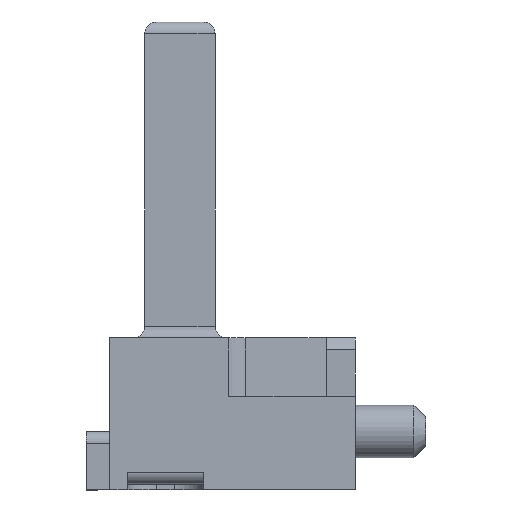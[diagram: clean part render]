
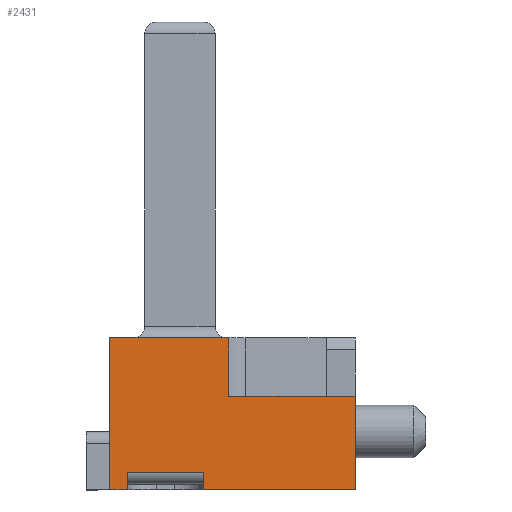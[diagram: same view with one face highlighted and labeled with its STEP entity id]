
A CAD part, left-side view. The second image highlights one B-rep face of the part: STEP entity #2431.
In plain terms, the highlighted planar face has unit normal (-1, 0, 0).
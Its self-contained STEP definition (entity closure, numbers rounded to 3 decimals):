
#82 = VECTOR ( 'NONE', #3539, 1000. ) ;
#141 = DIRECTION ( 'NONE',  ( 0., 0., 1. ) ) ;
#174 = ORIENTED_EDGE ( 'NONE', *, *, #3899, .F. ) ;
#221 = PLANE ( 'NONE',  #2639 ) ;
#256 = EDGE_CURVE ( 'NONE', #660, #3599, #2176, .T. ) ;
#300 = EDGE_CURVE ( 'NONE', #812, #706, #581, .T. ) ;
#315 = FACE_OUTER_BOUND ( 'NONE', #773, .T. ) ;
#316 = VECTOR ( 'NONE', #141, 1000. ) ;
#384 = VECTOR ( 'NONE', #1179, 1000. ) ;
#420 = EDGE_CURVE ( 'NONE', #1511, #531, #905, .T. ) ;
#436 = CARTESIAN_POINT ( 'NONE',  ( -3.45, 1.3, -4.65 ) ) ;
#458 = LINE ( 'NONE', #1663, #1164 ) ;
#493 = DIRECTION ( 'NONE',  ( 0., -1., 0. ) ) ;
#506 = CARTESIAN_POINT ( 'NONE',  ( -3.45, 1.083, -3.5 ) ) ;
#531 = VERTEX_POINT ( 'NONE', #747 ) ;
#539 = CARTESIAN_POINT ( 'NONE',  ( -3.45, 2.1, -3.5 ) ) ;
#545 = VERTEX_POINT ( 'NONE', #2855 ) ;
#578 = EDGE_CURVE ( 'NONE', #1228, #531, #2556, .T. ) ;
#581 = LINE ( 'NONE', #3017, #1099 ) ;
#597 = LINE ( 'NONE', #3228, #82 ) ;
#660 = VERTEX_POINT ( 'NONE', #697 ) ;
#697 = CARTESIAN_POINT ( 'NONE',  ( -3.45, 2.1, -3.5 ) ) ;
#706 = VERTEX_POINT ( 'NONE', #436 ) ;
#747 = CARTESIAN_POINT ( 'NONE',  ( -3.45, 0., -4. ) ) ;
#773 = EDGE_LOOP ( 'NONE', ( #3140, #2173, #1895, #3784, #3210, #3565, #1517, #3639, #174, #2132 ) ) ;
#812 = VERTEX_POINT ( 'NONE', #2868 ) ;
#858 = CARTESIAN_POINT ( 'NONE',  ( -3.45, 2.1, -4.8 ) ) ;
#905 = LINE ( 'NONE', #2509, #994 ) ;
#994 = VECTOR ( 'NONE', #1551, 1000. ) ;
#1099 = VECTOR ( 'NONE', #3318, 1000. ) ;
#1114 = DIRECTION ( 'NONE',  ( 0., 0., -1. ) ) ;
#1164 = VECTOR ( 'NONE', #3173, 1000. ) ;
#1179 = DIRECTION ( 'NONE',  ( 0., -1., 0. ) ) ;
#1228 = VERTEX_POINT ( 'NONE', #2227 ) ;
#1327 = CARTESIAN_POINT ( 'NONE',  ( -3.45, 1.083, -4.8 ) ) ;
#1425 = DIRECTION ( 'NONE',  ( 1., 0., 0. ) ) ;
#1436 = CARTESIAN_POINT ( 'NONE',  ( -3.45, 2.1, -4.8 ) ) ;
#1511 = VERTEX_POINT ( 'NONE', #2387 ) ;
#1517 = ORIENTED_EDGE ( 'NONE', *, *, #2885, .T. ) ;
#1537 = LINE ( 'NONE', #1327, #316 ) ;
#1551 = DIRECTION ( 'NONE',  ( 0., -1., 0. ) ) ;
#1621 = DIRECTION ( 'NONE',  ( 0., 0., -1. ) ) ;
#1663 = CARTESIAN_POINT ( 'NONE',  ( -3.45, 2.1, -4.8 ) ) ;
#1895 = ORIENTED_EDGE ( 'NONE', *, *, #3626, .T. ) ;
#2132 = ORIENTED_EDGE ( 'NONE', *, *, #2352, .T. ) ;
#2147 = VECTOR ( 'NONE', #3901, 1000. ) ;
#2173 = ORIENTED_EDGE ( 'NONE', *, *, #300, .T. ) ;
#2176 = LINE ( 'NONE', #539, #384 ) ;
#2227 = CARTESIAN_POINT ( 'NONE',  ( -3.45, 0., -4.8 ) ) ;
#2352 = EDGE_CURVE ( 'NONE', #3174, #545, #2727, .T. ) ;
#2387 = CARTESIAN_POINT ( 'NONE',  ( -3.45, 1.083, -4. ) ) ;
#2431 = ADVANCED_FACE ( 'NONE', ( #315 ), #221, .F. ) ;
#2509 = CARTESIAN_POINT ( 'NONE',  ( -3.45, 1., -4. ) ) ;
#2556 = LINE ( 'NONE', #3759, #3263 ) ;
#2629 = LINE ( 'NONE', #858, #2147 ) ;
#2639 = AXIS2_PLACEMENT_3D ( 'NONE', #1436, #1425, #1114 ) ;
#2727 = LINE ( 'NONE', #2882, #3431 ) ;
#2745 = VERTEX_POINT ( 'NONE', #3678 ) ;
#2855 = CARTESIAN_POINT ( 'NONE',  ( -3.45, 1.95, -4.8 ) ) ;
#2868 = CARTESIAN_POINT ( 'NONE',  ( -3.45, 1.95, -4.65 ) ) ;
#2872 = DIRECTION ( 'NONE',  ( 0., 0., 1. ) ) ;
#2882 = CARTESIAN_POINT ( 'NONE',  ( -3.45, 2.1, -4.8 ) ) ;
#2885 = EDGE_CURVE ( 'NONE', #1511, #3599, #1537, .T. ) ;
#3017 = CARTESIAN_POINT ( 'NONE',  ( -3.45, 1.3, -4.65 ) ) ;
#3133 = CARTESIAN_POINT ( 'NONE',  ( -3.45, 1.95, -4.75 ) ) ;
#3140 = ORIENTED_EDGE ( 'NONE', *, *, #3518, .F. ) ;
#3173 = DIRECTION ( 'NONE',  ( 0., -1., 0. ) ) ;
#3174 = VERTEX_POINT ( 'NONE', #3638 ) ;
#3193 = VECTOR ( 'NONE', #1621, 1000. ) ;
#3210 = ORIENTED_EDGE ( 'NONE', *, *, #578, .T. ) ;
#3228 = CARTESIAN_POINT ( 'NONE',  ( -3.45, 1.3, -4.75 ) ) ;
#3263 = VECTOR ( 'NONE', #2872, 1000. ) ;
#3318 = DIRECTION ( 'NONE',  ( 0., -1., 0. ) ) ;
#3431 = VECTOR ( 'NONE', #493, 1000. ) ;
#3493 = EDGE_CURVE ( 'NONE', #2745, #1228, #458, .T. ) ;
#3518 = EDGE_CURVE ( 'NONE', #812, #545, #3608, .T. ) ;
#3539 = DIRECTION ( 'NONE',  ( 0., 0., -1. ) ) ;
#3565 = ORIENTED_EDGE ( 'NONE', *, *, #420, .F. ) ;
#3599 = VERTEX_POINT ( 'NONE', #506 ) ;
#3608 = LINE ( 'NONE', #3133, #3193 ) ;
#3626 = EDGE_CURVE ( 'NONE', #706, #2745, #597, .T. ) ;
#3638 = CARTESIAN_POINT ( 'NONE',  ( -3.45, 2.1, -4.8 ) ) ;
#3639 = ORIENTED_EDGE ( 'NONE', *, *, #256, .F. ) ;
#3678 = CARTESIAN_POINT ( 'NONE',  ( -3.45, 1.3, -4.8 ) ) ;
#3759 = CARTESIAN_POINT ( 'NONE',  ( -3.45, 0., -4.8 ) ) ;
#3784 = ORIENTED_EDGE ( 'NONE', *, *, #3493, .T. ) ;
#3899 = EDGE_CURVE ( 'NONE', #3174, #660, #2629, .T. ) ;
#3901 = DIRECTION ( 'NONE',  ( 0., 0., 1. ) ) ;
